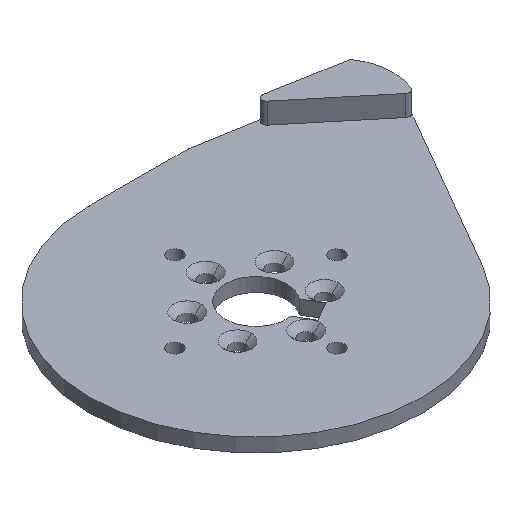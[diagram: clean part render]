
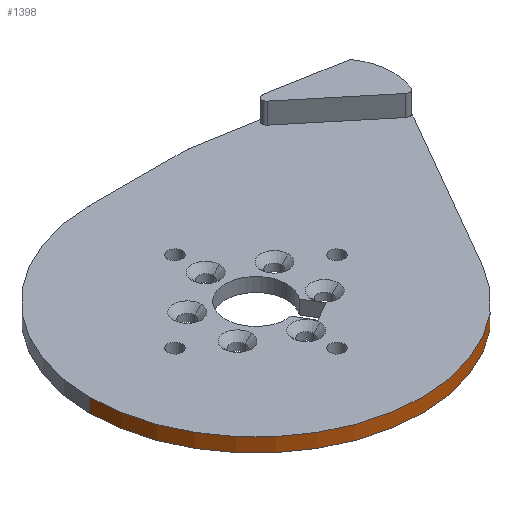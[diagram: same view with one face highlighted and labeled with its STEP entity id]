
A CAD part, isometric view. The second image highlights one B-rep face of the part: STEP entity #1398.
In plain terms, the highlighted cylindrical face has radius 38 mm (diameter 76 mm), a partial arc.
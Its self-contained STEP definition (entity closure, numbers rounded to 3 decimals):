
#10 = VECTOR ( 'NONE', #965, 1000. ) ;
#19 = EDGE_LOOP ( 'NONE', ( #818, #617, #63, #1438 ) ) ;
#49 = CYLINDRICAL_SURFACE ( 'NONE', #1461, 38. ) ;
#55 = CIRCLE ( 'NONE', #1383, 38. ) ;
#63 = ORIENTED_EDGE ( 'NONE', *, *, #852, .T. ) ;
#151 = VECTOR ( 'NONE', #1334, 1000. ) ;
#173 = CARTESIAN_POINT ( 'NONE',  ( -38., 0., 3.175 ) ) ;
#225 = DIRECTION ( 'NONE',  ( 0., 0., -1. ) ) ;
#250 = CARTESIAN_POINT ( 'NONE',  ( 32.909, -19., 3.175 ) ) ;
#328 = AXIS2_PLACEMENT_3D ( 'NONE', #864, #372, #1074 ) ;
#372 = DIRECTION ( 'NONE',  ( 0., 0., 1. ) ) ;
#482 = VERTEX_POINT ( 'NONE', #968 ) ;
#488 = VERTEX_POINT ( 'NONE', #974 ) ;
#594 = CARTESIAN_POINT ( 'NONE',  ( 0., 0., 3.175 ) ) ;
#617 = ORIENTED_EDGE ( 'NONE', *, *, #1574, .T. ) ;
#675 = CARTESIAN_POINT ( 'NONE',  ( 32.909, -19., -80.118 ) ) ;
#730 = EDGE_CURVE ( 'NONE', #827, #1440, #55, .T. ) ;
#738 = CARTESIAN_POINT ( 'NONE',  ( 0., 0., 3.175 ) ) ;
#818 = ORIENTED_EDGE ( 'NONE', *, *, #730, .T. ) ;
#827 = VERTEX_POINT ( 'NONE', #250 ) ;
#852 = EDGE_CURVE ( 'NONE', #488, #482, #1688, .T. ) ;
#864 = CARTESIAN_POINT ( 'NONE',  ( 0., 0., 0. ) ) ;
#909 = CARTESIAN_POINT ( 'NONE',  ( -38., 0., 3.175 ) ) ;
#965 = DIRECTION ( 'NONE',  ( 0., 0., 1. ) ) ;
#968 = CARTESIAN_POINT ( 'NONE',  ( 32.909, -19., 0. ) ) ;
#974 = CARTESIAN_POINT ( 'NONE',  ( -38., 0., 0. ) ) ;
#1032 = DIRECTION ( 'NONE',  ( 0., 0., -1. ) ) ;
#1074 = DIRECTION ( 'NONE',  ( 1., 0., 0. ) ) ;
#1236 = LINE ( 'NONE', #909, #151 ) ;
#1334 = DIRECTION ( 'NONE',  ( 0., 0., -1. ) ) ;
#1383 = AXIS2_PLACEMENT_3D ( 'NONE', #594, #1032, #1597 ) ;
#1398 = ADVANCED_FACE ( 'NONE', ( #1546 ), #49, .T. ) ;
#1424 = EDGE_CURVE ( 'NONE', #482, #827, #1506, .T. ) ;
#1438 = ORIENTED_EDGE ( 'NONE', *, *, #1424, .T. ) ;
#1440 = VERTEX_POINT ( 'NONE', #173 ) ;
#1461 = AXIS2_PLACEMENT_3D ( 'NONE', #738, #225, #1594 ) ;
#1506 = LINE ( 'NONE', #675, #10 ) ;
#1546 = FACE_OUTER_BOUND ( 'NONE', #19, .T. ) ;
#1574 = EDGE_CURVE ( 'NONE', #1440, #488, #1236, .T. ) ;
#1594 = DIRECTION ( 'NONE',  ( -1., 0., 0. ) ) ;
#1597 = DIRECTION ( 'NONE',  ( 1., 0., 0. ) ) ;
#1688 = CIRCLE ( 'NONE', #328, 38. ) ;
